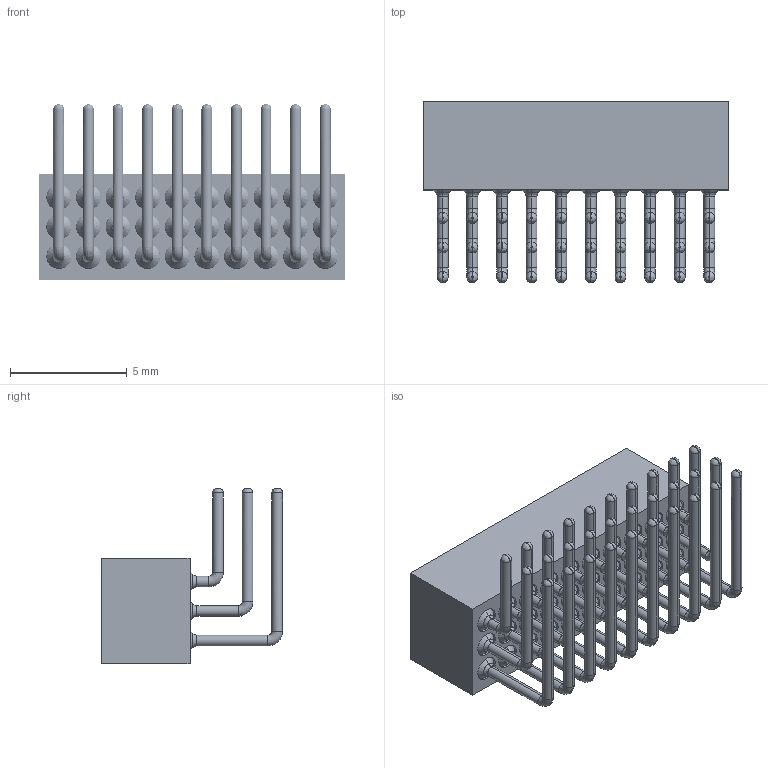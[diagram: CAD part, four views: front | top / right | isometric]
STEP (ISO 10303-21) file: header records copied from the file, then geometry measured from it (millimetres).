
FILE_DESCRIPTION( ('This file contains a STEP AP42 implementation' ,'as created by ZW3D STEP Interface translator.') ,'2;1' );
FILE_NAME( '3524-383XXRXX089X1.stp' ,'231013.173225', (''), ('ZWCAD Software Co.'), 'Version 1.0', 'ZW3D to STEP translator', '' );
FILE_SCHEMA(('AUTOMOTIVE_DESIGN { 1 0 10303 214 1 1 1 1 }'));
Length unit declared in the file: millimetre
Products named in the file (2): 0; 3524-38320RXX089X1
Bounding box: 13.11 x 7.77 x 7.52 mm (x, y, z)
Volume: 3.7 mm3; surface area: 1242.9 mm2
Topology: 57 solids, 61 shells, 3089 faces, 7625 edges, 4608 vertices
Faces by surface type: bspline 1280, plane 879, cone 870, cylinder 60
Entity records: 170837 total; most frequent: CARTESIAN_POINT 115502, ORIENTED_EDGE 15542, EDGE_CURVE 7545, B_SPLINE_CURVE_WITH_KNOTS 7445, VERTEX_POINT 4608, DIRECTION 3680, EDGE_LOOP 3245, FACE_OUTER_BOUND 3089
